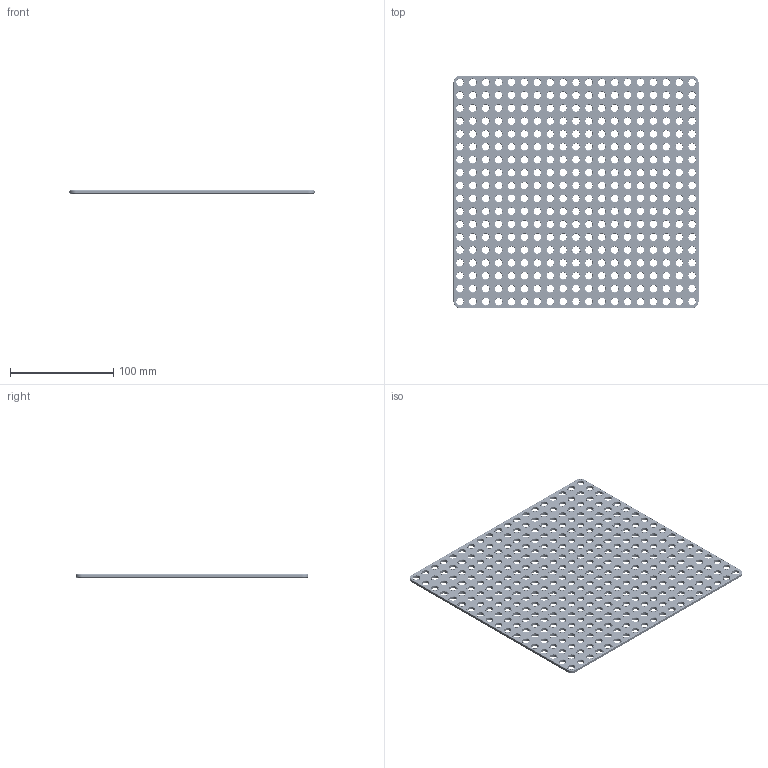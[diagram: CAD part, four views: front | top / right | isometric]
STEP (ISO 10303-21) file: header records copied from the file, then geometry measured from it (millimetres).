
FILE_DESCRIPTION(('FreeCAD Model'),'2;1');
FILE_NAME('Open CASCADE Shape Model','2024-10-09T00:45:24',(''),(''), 'Open CASCADE STEP processor 7.7','FreeCAD','Unknown');
FILE_SCHEMA(('AUTOMOTIVE_DESIGN { 1 0 10303 214 1 1 1 1 }'));
Products named in the file (1): Plate RCT CRNR BU19x18x00.25 - SPN-PLT-0237 (stemfie.org)
Bounding box: 237.5 x 225 x 3.12 mm (x, y, z)
Volume: 118990.7 mm3; surface area: 106119.5 mm2
Topology: 1 solids, 1 shells, 2194 faces, 4757 edges, 2938 vertices
Faces by surface type: cylinder 692, cone 692, plane 670, extrusion 140
Full cylindrical faces by diameter (mm): 7 x342, 9.2 x342
Entity records: 61519 total; most frequent: CARTESIAN_POINT 11022, DIRECTION 10803, ORIENTED_EDGE 9514, EDGE_CURVE 4757, AXIS2_PLACEMENT_3D 4131, FACE_BOUND 3251, EDGE_LOOP 3251, VERTEX_POINT 2938
